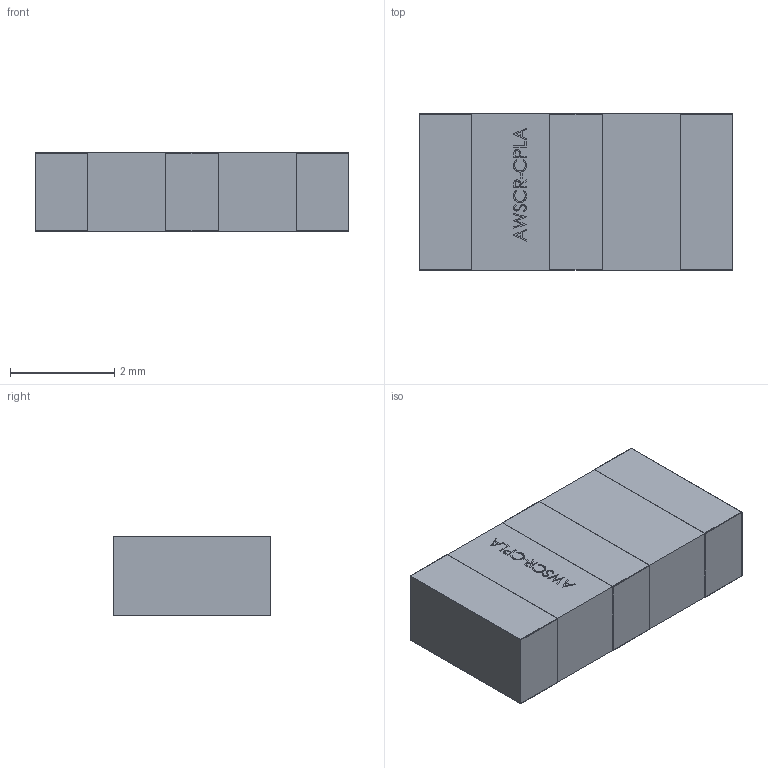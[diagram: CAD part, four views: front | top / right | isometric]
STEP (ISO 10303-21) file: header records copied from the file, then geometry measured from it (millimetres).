
FILE_DESCRIPTION (( 'STEP AP214' ), '1' );
FILE_NAME ('AWSCR-CPLA.STEP', '2019-03-27T01:04:44', ( '' ), ( '' ), 'SwSTEP 2.0', 'SolidWorks 2018', '' );
FILE_SCHEMA (( 'AUTOMOTIVE_DESIGN' ));
Length unit declared in the file: millimetre
Products named in the file (1): AWSCR-CPLA
Bounding box: 6 x 3.01 x 1.51 mm (x, y, z)
Volume: 27.2 mm3; surface area: 135.5 mm2
Topology: 5 solids, 5 shells, 190 faces, 498 edges, 332 vertices
Faces by surface type: plane 130, bspline 44, cylinder 16
Entity records: 10191 total; most frequent: CARTESIAN_POINT 3689, ORIENTED_EDGE 996, DIRECTION 736, EDGE_CURVE 498, LINE 378, VECTOR 378, VERTEX_POINT 332, EDGE_LOOP 212
